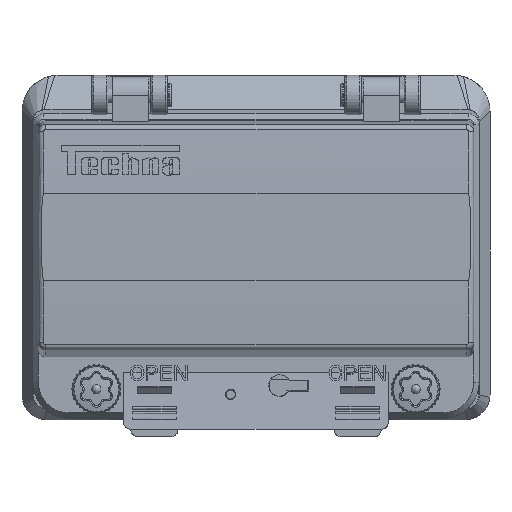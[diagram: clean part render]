
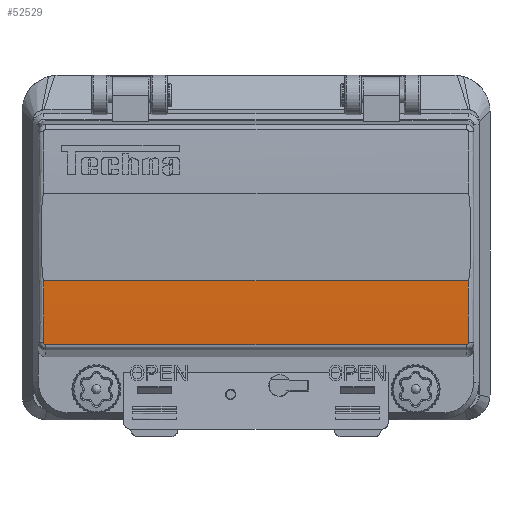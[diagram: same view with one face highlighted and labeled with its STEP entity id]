
A CAD part, front view. The second image highlights one B-rep face of the part: STEP entity #52529.
In plain terms, the highlighted cylindrical face has radius 405.06 mm (diameter 810.12 mm), a partial arc.
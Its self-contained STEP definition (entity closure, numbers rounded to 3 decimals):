
#285 = CARTESIAN_POINT ( 'NONE',  ( 29.636, -58.329, -12.097 ) ) ;
#1022 = CARTESIAN_POINT ( 'NONE',  ( 29.247, -58.5, -12.125 ) ) ;
#1384 = CARTESIAN_POINT ( 'NONE',  ( 29.247, -58.5, -12.125 ) ) ;
#1918 = ORIENTED_EDGE ( 'NONE', *, *, #10209, .T. ) ;
#2694 = CARTESIAN_POINT ( 'NONE',  ( 29.575, 58.387, -12.101 ) ) ;
#3115 = CARTESIAN_POINT ( 'NONE',  ( 29.737, -58.16, -12.089 ) ) ;
#3372 = CARTESIAN_POINT ( 'NONE',  ( 29.746, -58.129, -12.089 ) ) ;
#6398 = VECTOR ( 'NONE', #11673, 1000. ) ;
#7997 = CARTESIAN_POINT ( 'NONE',  ( 12.09, -60., -13. ) ) ;
#8288 = LINE ( 'NONE', #7997, #6398 ) ;
#9118 = AXIS2_PLACEMENT_3D ( 'NONE', #11449, #45759, #11751 ) ;
#9394 = ORIENTED_EDGE ( 'NONE', *, *, #54028, .T. ) ;
#10057 = CARTESIAN_POINT ( 'NONE',  ( 29.379, 58.484, -12.115 ) ) ;
#10209 = EDGE_CURVE ( 'NONE', #40994, #14264, #18057, .T. ) ;
#10314 = DIRECTION ( 'NONE',  ( 0., 0., 1. ) ) ;
#10318 = CARTESIAN_POINT ( 'NONE',  ( 29.763, 58.144, -12.087 ) ) ;
#11449 = CARTESIAN_POINT ( 'NONE',  ( 0.043, -58.5, 391.881 ) ) ;
#11673 = DIRECTION ( 'NONE',  ( 0., -1., 0. ) ) ;
#11751 = DIRECTION ( 'NONE',  ( -0.289, 0., -0.957 ) ) ;
#13797 = CARTESIAN_POINT ( 'NONE',  ( 29.489, -58.443, -12.107 ) ) ;
#14264 = VERTEX_POINT ( 'NONE', #1022 ) ;
#14546 = CARTESIAN_POINT ( 'NONE',  ( 29.701, 58.274, -12.092 ) ) ;
#16062 = AXIS2_PLACEMENT_3D ( 'NONE', #44074, #47989, #10314 ) ;
#16714 = ORIENTED_EDGE ( 'NONE', *, *, #22848, .F. ) ;
#16980 = B_SPLINE_CURVE_WITH_KNOTS ( 'NONE', 3,
 ( #28283, #19561, #48826, #10057, #49085, #40951, #54130, #48558, #19292, #2694, #45441, #14546, #10318, #27450 ),
 .UNSPECIFIED., .F., .F.,
 ( 4, 1, 2, 2, 1, 2, 2, 4 ),
 ( 0., 0.125, 0.188, 0.25, 0.375, 0.438, 0.5, 1. ),
 .UNSPECIFIED. ) ;
#17617 = DIRECTION ( 'NONE',  ( 0., -1., 0. ) ) ;
#17702 = CARTESIAN_POINT ( 'NONE',  ( 29.518, -58.427, -12.105 ) ) ;
#18012 = CARTESIAN_POINT ( 'NONE',  ( 29.665, -58.295, -12.095 ) ) ;
#18057 = B_SPLINE_CURVE_WITH_KNOTS ( 'NONE', 3,
 ( #51453, #45877, #41660, #3372, #3115, #43591, #30340, #48342, #18012, #21677, #285, #52544, #18530, #17702, #13797, #39358, #35699, #1384 ),
 .UNSPECIFIED., .F., .F.,
 ( 4, 1, 2, 2, 1, 2, 2, 2, 2, 4 ),
 ( 0., 0.125, 0.187, 0.25, 0.375, 0.437, 0.5, 0.625, 0.75, 1. ),
 .UNSPECIFIED. ) ;
#18530 = CARTESIAN_POINT ( 'NONE',  ( 29.574, -58.389, -12.101 ) ) ;
#19153 = CARTESIAN_POINT ( 'NONE',  ( 0.043, 58.5, 391.881 ) ) ;
#19292 = CARTESIAN_POINT ( 'NONE',  ( 29.55, 58.405, -12.103 ) ) ;
#19561 = CARTESIAN_POINT ( 'NONE',  ( 29.281, 58.5, -12.123 ) ) ;
#21580 = LINE ( 'NONE', #42411, #48357 ) ;
#21677 = CARTESIAN_POINT ( 'NONE',  ( 29.645, -58.319, -12.096 ) ) ;
#21920 = CARTESIAN_POINT ( 'NONE',  ( 29.763, -58., -12.087 ) ) ;
#22730 = ORIENTED_EDGE ( 'NONE', *, *, #48933, .F. ) ;
#22848 = EDGE_CURVE ( 'NONE', #53089, #14264, #26177, .T. ) ;
#26177 = CIRCLE ( 'NONE', #9118, 405.06 ) ;
#26883 = FACE_OUTER_BOUND ( 'NONE', #31571, .T. ) ;
#27299 = VERTEX_POINT ( 'NONE', #35489 ) ;
#27450 = CARTESIAN_POINT ( 'NONE',  ( 29.763, 58., -12.087 ) ) ;
#28283 = CARTESIAN_POINT ( 'NONE',  ( 29.247, 58.5, -12.125 ) ) ;
#29193 = CARTESIAN_POINT ( 'NONE',  ( 29.247, 58.5, -12.125 ) ) ;
#30065 = EDGE_CURVE ( 'NONE', #46966, #27299, #43969, .T. ) ;
#30340 = CARTESIAN_POINT ( 'NONE',  ( 29.713, -58.218, -12.091 ) ) ;
#31534 = DIRECTION ( 'NONE',  ( 0.077, 0., -0.997 ) ) ;
#31571 = EDGE_LOOP ( 'NONE', ( #22730, #31952, #9394, #43899, #1918, #16714 ) ) ;
#31952 = ORIENTED_EDGE ( 'NONE', *, *, #30065, .F. ) ;
#33375 = VERTEX_POINT ( 'NONE', #33877 ) ;
#33877 = CARTESIAN_POINT ( 'NONE',  ( 29.763, 58., -12.087 ) ) ;
#35489 = CARTESIAN_POINT ( 'NONE',  ( 12.09, 58.5, -13. ) ) ;
#35699 = CARTESIAN_POINT ( 'NONE',  ( 29.32, -58.5, -12.12 ) ) ;
#37768 = CARTESIAN_POINT ( 'NONE',  ( 12.09, -58.5, -13. ) ) ;
#39358 = CARTESIAN_POINT ( 'NONE',  ( 29.389, -58.486, -12.115 ) ) ;
#40390 = CYLINDRICAL_SURFACE ( 'NONE', #16062, 405.06 ) ;
#40951 = CARTESIAN_POINT ( 'NONE',  ( 29.428, 58.469, -12.112 ) ) ;
#40994 = VERTEX_POINT ( 'NONE', #21920 ) ;
#41071 = DIRECTION ( 'NONE',  ( 0., 1., 0. ) ) ;
#41660 = CARTESIAN_POINT ( 'NONE',  ( 29.758, -58.082, -12.088 ) ) ;
#42411 = CARTESIAN_POINT ( 'NONE',  ( 29.763, -60., -12.087 ) ) ;
#43591 = CARTESIAN_POINT ( 'NONE',  ( 29.731, -58.176, -12.09 ) ) ;
#43899 = ORIENTED_EDGE ( 'NONE', *, *, #52373, .T. ) ;
#43969 = CIRCLE ( 'NONE', #50257, 405.06 ) ;
#44074 = CARTESIAN_POINT ( 'NONE',  ( 0.043, -60., 391.881 ) ) ;
#45441 = CARTESIAN_POINT ( 'NONE',  ( 29.585, 58.378, -12.1 ) ) ;
#45759 = DIRECTION ( 'NONE',  ( 0., -1., 0. ) ) ;
#45877 = CARTESIAN_POINT ( 'NONE',  ( 29.763, -58.033, -12.087 ) ) ;
#46966 = VERTEX_POINT ( 'NONE', #29193 ) ;
#47989 = DIRECTION ( 'NONE',  ( 0., 1., 0. ) ) ;
#48342 = CARTESIAN_POINT ( 'NONE',  ( 29.691, -58.258, -12.093 ) ) ;
#48357 = VECTOR ( 'NONE', #17617, 1000. ) ;
#48558 = CARTESIAN_POINT ( 'NONE',  ( 29.513, 58.431, -12.106 ) ) ;
#48826 = CARTESIAN_POINT ( 'NONE',  ( 29.331, 58.495, -12.119 ) ) ;
#48933 = EDGE_CURVE ( 'NONE', #27299, #53089, #8288, .T. ) ;
#49085 = CARTESIAN_POINT ( 'NONE',  ( 29.411, 58.475, -12.113 ) ) ;
#50257 = AXIS2_PLACEMENT_3D ( 'NONE', #19153, #41071, #31534 ) ;
#51453 = CARTESIAN_POINT ( 'NONE',  ( 29.763, -58., -12.087 ) ) ;
#52373 = EDGE_CURVE ( 'NONE', #33375, #40994, #21580, .T. ) ;
#52529 = ADVANCED_FACE ( 'NONE', ( #26883 ), #40390, .T. ) ;
#52544 = CARTESIAN_POINT ( 'NONE',  ( 29.6, -58.366, -12.099 ) ) ;
#53089 = VERTEX_POINT ( 'NONE', #37768 ) ;
#54028 = EDGE_CURVE ( 'NONE', #46966, #33375, #16980, .T. ) ;
#54130 = CARTESIAN_POINT ( 'NONE',  ( 29.471, 58.451, -12.109 ) ) ;
